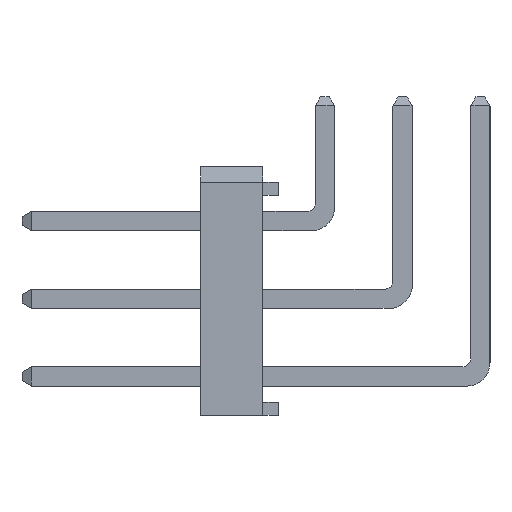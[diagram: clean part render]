
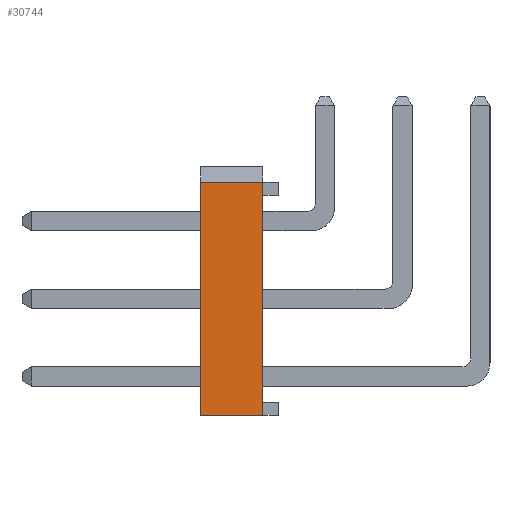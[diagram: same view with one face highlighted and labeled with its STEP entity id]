
A CAD part, left-side view. The second image highlights one B-rep face of the part: STEP entity #30744.
In plain terms, the highlighted planar face has unit normal (-1, 0, 0).
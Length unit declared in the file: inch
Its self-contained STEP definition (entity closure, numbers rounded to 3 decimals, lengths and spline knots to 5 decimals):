
#2669=ORIENTED_EDGE('',*,*,#11013,.F.);
#2670=ORIENTED_EDGE('',*,*,#10520,.F.);
#2671=ORIENTED_EDGE('',*,*,#11014,.F.);
#2672=ORIENTED_EDGE('',*,*,#9994,.T.);
#9994=EDGE_CURVE('',#14265,#14264,#17214,.T.);
#10520=EDGE_CURVE('',#14587,#14588,#17740,.T.);
#11013=EDGE_CURVE('',#14588,#14264,#18233,.T.);
#11014=EDGE_CURVE('',#14265,#14587,#18234,.T.);
#14264=VERTEX_POINT('',#43485);
#14265=VERTEX_POINT('',#43487);
#14587=VERTEX_POINT('',#44505);
#14588=VERTEX_POINT('',#44507);
#17214=LINE('',#43486,#21498);
#17740=LINE('',#44506,#22024);
#18233=LINE('',#45492,#22517);
#18234=LINE('',#45493,#22518);
#21498=VECTOR('',#34962,39.37008);
#22024=VECTOR('',#35830,39.37008);
#22517=VECTOR('',#36683,39.37008);
#22518=VECTOR('',#36684,39.37008);
#25428=EDGE_LOOP('',(#2669,#2670,#2671,#2672));
#27278=FACE_BOUND('',#25428,.T.);
#29128=PLANE('',#32464);
#30744=ADVANCED_FACE('',(#27278),#29128,.F.);
#32464=AXIS2_PLACEMENT_3D('',#45491,#36681,#36682);
#34962=DIRECTION('',(0.,-1.,0.));
#35830=DIRECTION('',(0.,-1.,0.));
#36681=DIRECTION('',(1.,0.,0.));
#36682=DIRECTION('',(0.,0.,-1.));
#36683=DIRECTION('',(0.,0.,-1.));
#36684=DIRECTION('',(0.,0.,1.));
#43485=CARTESIAN_POINT('',(-0.65,0.02,-0.15));
#43486=CARTESIAN_POINT('',(-0.65,0.1,-0.15));
#43487=CARTESIAN_POINT('',(-0.65,0.1,-0.15));
#44505=CARTESIAN_POINT('',(-0.65,0.1,0.15));
#44506=CARTESIAN_POINT('',(-0.65,0.1,0.15));
#44507=CARTESIAN_POINT('',(-0.65,0.02,0.15));
#45491=CARTESIAN_POINT('',(-0.65,0.1,-0.15));
#45492=CARTESIAN_POINT('',(-0.65,0.02,-0.15));
#45493=CARTESIAN_POINT('',(-0.65,0.1,-0.15));
